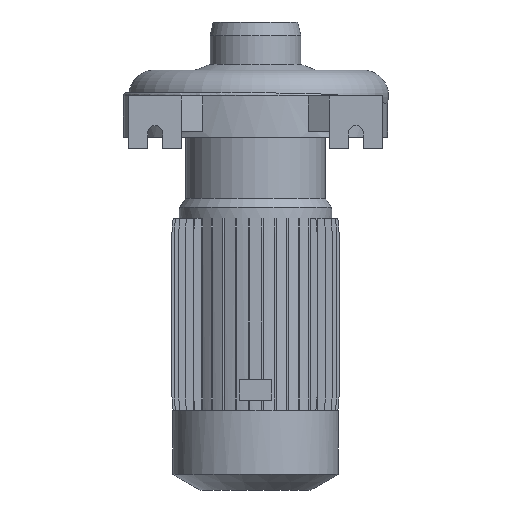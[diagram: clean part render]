
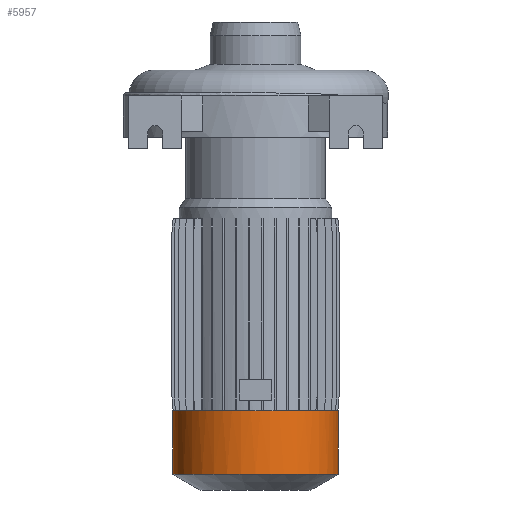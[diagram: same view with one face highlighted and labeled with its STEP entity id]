
A CAD part, front view. The second image highlights one B-rep face of the part: STEP entity #5957.
In plain terms, the highlighted cylindrical face has radius 78.5 mm (diameter 157 mm), a partial arc.
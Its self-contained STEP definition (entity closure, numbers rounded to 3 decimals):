
#266 = EDGE_CURVE ( 'NONE', #10763, #3997, #8016, .T. ) ;
#428 = CARTESIAN_POINT ( 'NONE',  ( 78.5, 0., 70. ) ) ;
#617 = DIRECTION ( 'NONE',  ( 1., 0., 0. ) ) ;
#862 = DIRECTION ( 'NONE',  ( 0., 0., 1. ) ) ;
#1536 = EDGE_CURVE ( 'NONE', #12224, #3997, #11085, .T. ) ;
#2062 = VECTOR ( 'NONE', #3623, 1000. ) ;
#2073 = VERTEX_POINT ( 'NONE', #6370 ) ;
#2128 = DIRECTION ( 'NONE',  ( 1., 0., 0. ) ) ;
#2664 = VECTOR ( 'NONE', #5885, 1000. ) ;
#3623 = DIRECTION ( 'NONE',  ( 0., 0., 1. ) ) ;
#3997 = VERTEX_POINT ( 'NONE', #11409 ) ;
#4723 = EDGE_CURVE ( 'NONE', #2073, #12224, #8386, .T. ) ;
#5395 = DIRECTION ( 'NONE',  ( 0., 0., 1. ) ) ;
#5885 = DIRECTION ( 'NONE',  ( 0., 0., 1. ) ) ;
#5957 = ADVANCED_FACE ( 'NONE', ( #6709 ), #7459, .T. ) ;
#6370 = CARTESIAN_POINT ( 'NONE',  ( -78.5, 0., -358. ) ) ;
#6584 = CARTESIAN_POINT ( 'NONE',  ( -78.5, 0., 70. ) ) ;
#6587 = CARTESIAN_POINT ( 'NONE',  ( 0., 0., 70. ) ) ;
#6709 = FACE_OUTER_BOUND ( 'NONE', #9818, .T. ) ;
#6835 = ORIENTED_EDGE ( 'NONE', *, *, #4723, .F. ) ;
#7459 = CYLINDRICAL_SURFACE ( 'NONE', #8266, 78.5 ) ;
#7853 = ORIENTED_EDGE ( 'NONE', *, *, #266, .T. ) ;
#8016 = LINE ( 'NONE', #428, #2664 ) ;
#8266 = AXIS2_PLACEMENT_3D ( 'NONE', #6587, #862, #12331 ) ;
#8386 = LINE ( 'NONE', #6584, #2062 ) ;
#8489 = AXIS2_PLACEMENT_3D ( 'NONE', #9823, #9011, #2128 ) ;
#9011 = DIRECTION ( 'NONE',  ( 0., 0., 1. ) ) ;
#9711 = EDGE_CURVE ( 'NONE', #2073, #10763, #10121, .T. ) ;
#9818 = EDGE_LOOP ( 'NONE', ( #6835, #12265, #7853, #10073 ) ) ;
#9823 = CARTESIAN_POINT ( 'NONE',  ( 0., 0., -298. ) ) ;
#10073 = ORIENTED_EDGE ( 'NONE', *, *, #1536, .F. ) ;
#10121 = CIRCLE ( 'NONE', #11121, 78.5 ) ;
#10143 = CARTESIAN_POINT ( 'NONE',  ( 0., 0., -358. ) ) ;
#10763 = VERTEX_POINT ( 'NONE', #10973 ) ;
#10973 = CARTESIAN_POINT ( 'NONE',  ( 78.5, 0., -358. ) ) ;
#11085 = CIRCLE ( 'NONE', #8489, 78.5 ) ;
#11121 = AXIS2_PLACEMENT_3D ( 'NONE', #10143, #5395, #617 ) ;
#11409 = CARTESIAN_POINT ( 'NONE',  ( 78.5, 0., -298. ) ) ;
#11987 = CARTESIAN_POINT ( 'NONE',  ( -78.5, 0., -298. ) ) ;
#12224 = VERTEX_POINT ( 'NONE', #11987 ) ;
#12265 = ORIENTED_EDGE ( 'NONE', *, *, #9711, .T. ) ;
#12331 = DIRECTION ( 'NONE',  ( 1., 0., 0. ) ) ;
